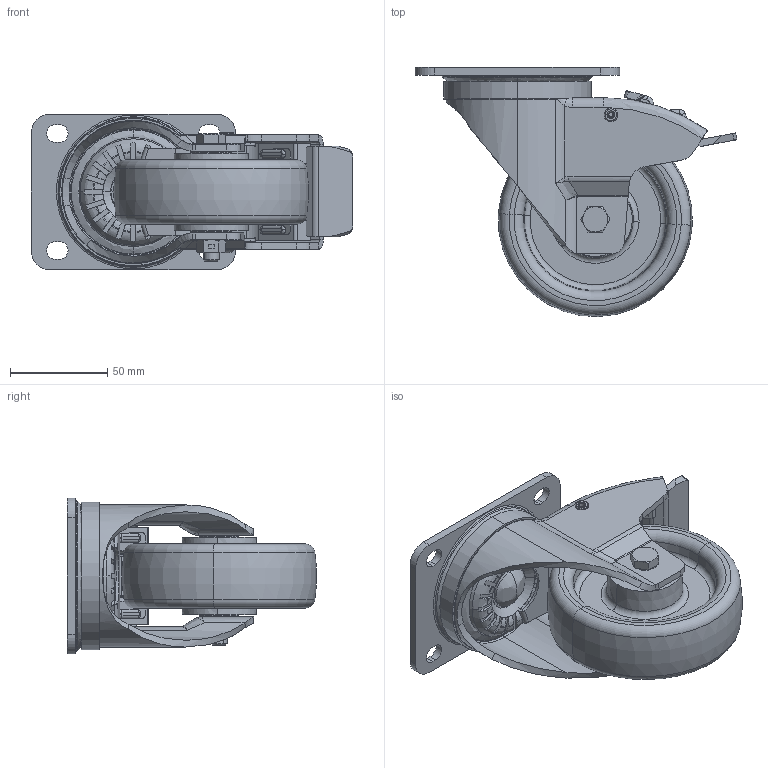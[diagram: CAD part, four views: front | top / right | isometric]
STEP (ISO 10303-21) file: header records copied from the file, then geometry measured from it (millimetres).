
FILE_DESCRIPTION (( 'STEP AP214' ), '1' );
FILE_NAME ('0033432BL_L-IM-PAM-100-K-3-DSN-EC.STEP', '2016-09-02T12:25:25', ( '' ), ( '' ), 'SwSTEP 2.0', 'SolidWorks 2016', '' );
FILE_SCHEMA (( 'AUTOMOTIVE_DESIGN' ));
Length unit declared in the file: millimetre
Products named in the file (1): 0033432BL_L-IM-PAM-100-K-3-DSN-EC
Bounding box: 165.19 x 127.87 x 80 mm (x, y, z)
Volume: 327239.2 mm3; surface area: 145492.8 mm2
Topology: 22 solids, 22 shells, 1222 faces, 3093 edges, 1951 vertices
Faces by surface type: plane 589, cylinder 307, bspline 174, cone 92, torus 60
Entity records: 61845 total; most frequent: CARTESIAN_POINT 19503, ORIENTED_EDGE 6166, DIRECTION 5762, EDGE_CURVE 3083, AXIS2_PLACEMENT_3D 2056, VERTEX_POINT 1951, LINE 1650, VECTOR 1650
